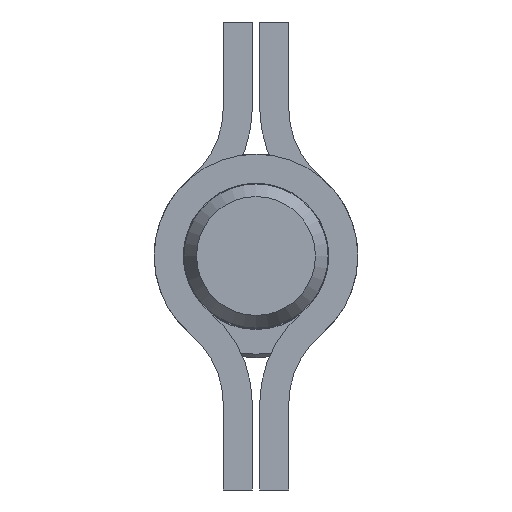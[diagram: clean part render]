
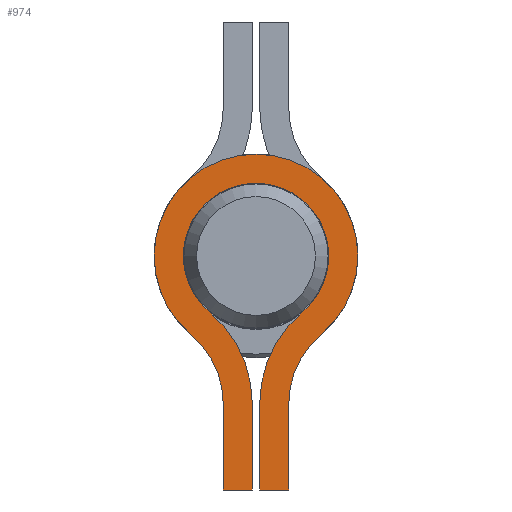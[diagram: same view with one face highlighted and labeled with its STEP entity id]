
A CAD part, front view. The second image highlights one B-rep face of the part: STEP entity #974.
In plain terms, the highlighted face is planar.
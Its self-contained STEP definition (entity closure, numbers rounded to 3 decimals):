
#72=PLANE('',#1179);
#139=FACE_OUTER_BOUND('',#199,.T.);
#199=EDGE_LOOP('',(#776,#777,#778,#779,#780,#781,#782,#783,#784,#785,#786,
#787));
#244=LINE('',#1647,#326);
#247=LINE('',#1653,#329);
#250=LINE('',#1659,#332);
#256=LINE('',#1683,#338);
#259=LINE('',#1689,#341);
#261=LINE('',#1692,#343);
#326=VECTOR('',#1340,10.);
#329=VECTOR('',#1345,10.);
#332=VECTOR('',#1350,10.);
#338=VECTOR('',#1376,10.);
#341=VECTOR('',#1381,10.);
#343=VECTOR('',#1385,10.);
#409=CIRCLE('',#1156,16.5);
#411=CIRCLE('',#1159,10.);
#413=CIRCLE('',#1162,16.5);
#415=CIRCLE('',#1168,12.5);
#417=CIRCLE('',#1171,14.);
#419=CIRCLE('',#1174,12.5);
#462=VERTEX_POINT('',#1625);
#463=VERTEX_POINT('',#1627);
#465=VERTEX_POINT('',#1633);
#467=VERTEX_POINT('',#1639);
#469=VERTEX_POINT('',#1645);
#471=VERTEX_POINT('',#1651);
#473=VERTEX_POINT('',#1657);
#475=VERTEX_POINT('',#1663);
#477=VERTEX_POINT('',#1669);
#479=VERTEX_POINT('',#1675);
#481=VERTEX_POINT('',#1681);
#483=VERTEX_POINT('',#1687);
#560=EDGE_CURVE('',#463,#462,#409,.T.);
#564=EDGE_CURVE('',#462,#465,#411,.T.);
#567=EDGE_CURVE('',#465,#467,#413,.T.);
#570=EDGE_CURVE('',#467,#469,#244,.T.);
#573=EDGE_CURVE('',#469,#471,#247,.T.);
#576=EDGE_CURVE('',#471,#473,#250,.T.);
#579=EDGE_CURVE('',#473,#475,#415,.T.);
#582=EDGE_CURVE('',#475,#477,#417,.T.);
#585=EDGE_CURVE('',#477,#479,#419,.T.);
#588=EDGE_CURVE('',#479,#481,#256,.T.);
#591=EDGE_CURVE('',#481,#483,#259,.T.);
#593=EDGE_CURVE('',#483,#463,#261,.T.);
#776=ORIENTED_EDGE('',*,*,#593,.T.);
#777=ORIENTED_EDGE('',*,*,#560,.T.);
#778=ORIENTED_EDGE('',*,*,#564,.T.);
#779=ORIENTED_EDGE('',*,*,#567,.T.);
#780=ORIENTED_EDGE('',*,*,#570,.T.);
#781=ORIENTED_EDGE('',*,*,#573,.T.);
#782=ORIENTED_EDGE('',*,*,#576,.T.);
#783=ORIENTED_EDGE('',*,*,#579,.T.);
#784=ORIENTED_EDGE('',*,*,#582,.T.);
#785=ORIENTED_EDGE('',*,*,#585,.T.);
#786=ORIENTED_EDGE('',*,*,#588,.T.);
#787=ORIENTED_EDGE('',*,*,#591,.T.);
#974=ADVANCED_FACE('',(#139),#72,.F.);
#1156=AXIS2_PLACEMENT_3D('',#1628,#1319,#1320);
#1159=AXIS2_PLACEMENT_3D('',#1635,#1327,#1328);
#1162=AXIS2_PLACEMENT_3D('',#1641,#1334,#1335);
#1168=AXIS2_PLACEMENT_3D('',#1665,#1356,#1357);
#1171=AXIS2_PLACEMENT_3D('',#1671,#1363,#1364);
#1174=AXIS2_PLACEMENT_3D('',#1677,#1370,#1371);
#1179=AXIS2_PLACEMENT_3D('',#1694,#1388,#1389);
#1319=DIRECTION('center_axis',(0.,0.,-1.));
#1320=DIRECTION('ref_axis',(0.767,0.642,0.));
#1327=DIRECTION('center_axis',(0.,0.,1.));
#1328=DIRECTION('ref_axis',(0.767,0.642,0.));
#1334=DIRECTION('center_axis',(0.,0.,-1.));
#1335=DIRECTION('ref_axis',(0.,-1.,0.));
#1340=DIRECTION('',(1.,0.,0.));
#1345=DIRECTION('',(0.,-1.,0.));
#1350=DIRECTION('',(-1.,0.,0.));
#1356=DIRECTION('center_axis',(0.,0.,1.));
#1357=DIRECTION('ref_axis',(0.,1.,0.));
#1363=DIRECTION('center_axis',(0.,0.,-1.));
#1364=DIRECTION('ref_axis',(-0.767,-0.642,0.));
#1370=DIRECTION('center_axis',(0.,0.,1.));
#1371=DIRECTION('ref_axis',(-0.767,-0.642,0.));
#1376=DIRECTION('',(1.,0.,0.));
#1381=DIRECTION('',(0.,-1.,0.));
#1385=DIRECTION('',(-1.,0.,0.));
#1388=DIRECTION('center_axis',(0.,0.,1.));
#1389=DIRECTION('ref_axis',(1.,0.,0.));
#1625=CARTESIAN_POINT('',(7.671,6.415,-20.));
#1627=CARTESIAN_POINT('',(20.329,0.5,-20.));
#1628=CARTESIAN_POINT('Origin',(20.329,17.,-20.));
#1633=CARTESIAN_POINT('',(7.671,-6.415,-20.));
#1635=CARTESIAN_POINT('Origin',(0.,0.,-20.));
#1639=CARTESIAN_POINT('',(20.329,-0.5,-20.));
#1641=CARTESIAN_POINT('Origin',(20.329,-17.,-20.));
#1645=CARTESIAN_POINT('',(32.15,-0.5,-20.));
#1647=CARTESIAN_POINT('',(20.329,-0.5,-20.));
#1651=CARTESIAN_POINT('',(32.15,-4.5,-20.));
#1653=CARTESIAN_POINT('',(32.15,-0.5,-20.));
#1657=CARTESIAN_POINT('',(20.329,-4.5,-20.));
#1659=CARTESIAN_POINT('',(37.,-4.5,-20.));
#1663=CARTESIAN_POINT('',(10.74,-8.981,-20.));
#1665=CARTESIAN_POINT('Origin',(20.329,-17.,-20.));
#1669=CARTESIAN_POINT('',(10.74,8.981,-20.));
#1671=CARTESIAN_POINT('Origin',(0.,0.,-20.));
#1675=CARTESIAN_POINT('',(20.329,4.5,-20.));
#1677=CARTESIAN_POINT('Origin',(20.329,17.,-20.));
#1681=CARTESIAN_POINT('',(32.15,4.5,-20.));
#1683=CARTESIAN_POINT('',(20.329,4.5,-20.));
#1687=CARTESIAN_POINT('',(32.15,0.5,-20.));
#1689=CARTESIAN_POINT('',(32.15,4.5,-20.));
#1692=CARTESIAN_POINT('',(37.,0.5,-20.));
#1694=CARTESIAN_POINT('Origin',(11.104,0.,-20.));
